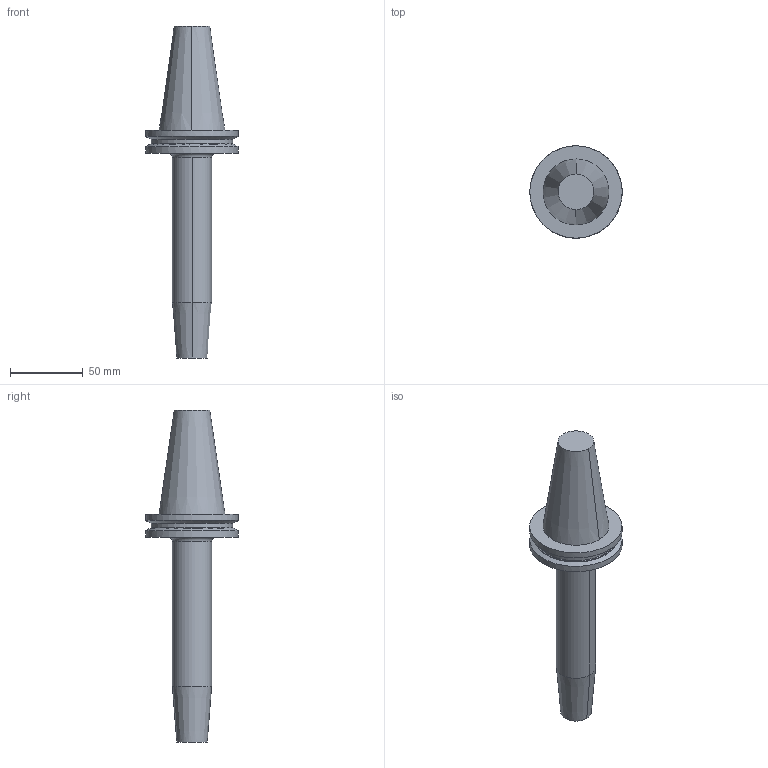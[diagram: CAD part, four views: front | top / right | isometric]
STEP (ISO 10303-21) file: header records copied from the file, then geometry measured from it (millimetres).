
FILE_DESCRIPTION(/* description */ (''),/* implementation_level */ '2;1');
FILE_NAME(/* name */ '69871.40ADB-SC.08.160.stp',/* time_stamp */ '2024-06-28T07:14:57+02:00',/* author */ (''),/* organization */ (''),/* preprocessor_version */ 'ST-DEVELOPER v16.7',/* originating_system */ 'SIEMENS PLM Software NX 12.0',/* authorisation */ '');
FILE_SCHEMA (('AUTOMOTIVE_DESIGN { 1 0 10303 214 3 1 1 1 }'));
Length unit declared in the file: millimetre
Products named in the file (1): pf661D7883C3rt4u
Bounding box: 63.55 x 63.55 x 228.4 mm (x, y, z)
Volume: 193924.4 mm3; surface area: 28344.6 mm2
Topology: 1 solids, 1 shells, 20 faces, 41 edges, 27 vertices
Faces by surface type: plane 6, cone 6, cylinder 5, torus 3
Full cylindrical faces by diameter (mm): 56 x1, 63.55 x2
Entity records: 507 total; most frequent: DIRECTION 96, CARTESIAN_POINT 72, ORIENTED_EDGE 54, AXIS2_PLACEMENT_3D 45, EDGE_LOOP 32, EDGE_CURVE 27, FACE_BOUND 24, VERTEX_POINT 21
